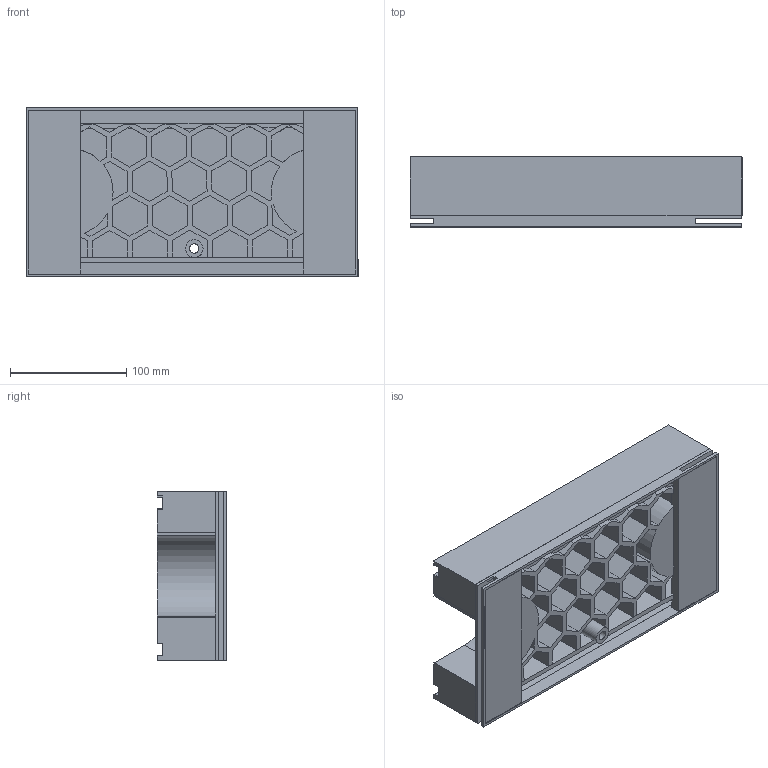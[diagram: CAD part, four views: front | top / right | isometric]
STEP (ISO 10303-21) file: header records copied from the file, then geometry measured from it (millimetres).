
FILE_DESCRIPTION(/* description */ (''),/* implementation_level */ '2;1');
FILE_NAME(/* name */ 'BOTTOM.step',/* time_stamp */ '2024-01-08T20:46:55+05:30',/* author */ (''),/* organization */ (''),/* preprocessor_version */ 'ST-DEVELOPER v20',/* originating_system */ 'Autodesk Translation Framework v12.14.0.127',/* authorisation */ '');
FILE_SCHEMA (('AUTOMOTIVE_DESIGN { 1 0 10303 214 3 1 1 }','MODEL_BASED_INTEGRATED_MANUFACTURING_SCHEMA'));
Length unit declared in the file: centimetre
Products named in the file (1): BOTTOM
Bounding box: 285.05 x 60 x 145.25 mm (x, y, z)
Volume: 645198.7 mm3; surface area: 383873.1 mm2
Topology: 1 solids, 4 shells, 416 faces, 1149 edges, 754 vertices
Faces by surface type: plane 402, cylinder 14
Full cylindrical faces by diameter (mm): 2.93 x1, 8 x1, 15 x1
Entity records: 13005 total; most frequent: CARTESIAN_POINT 2320, ORIENTED_EDGE 2298, DIRECTION 2017, EDGE_CURVE 1149, LINE 1115, VECTOR 1115, VERTEX_POINT 754, AXIS2_PLACEMENT_3D 451
